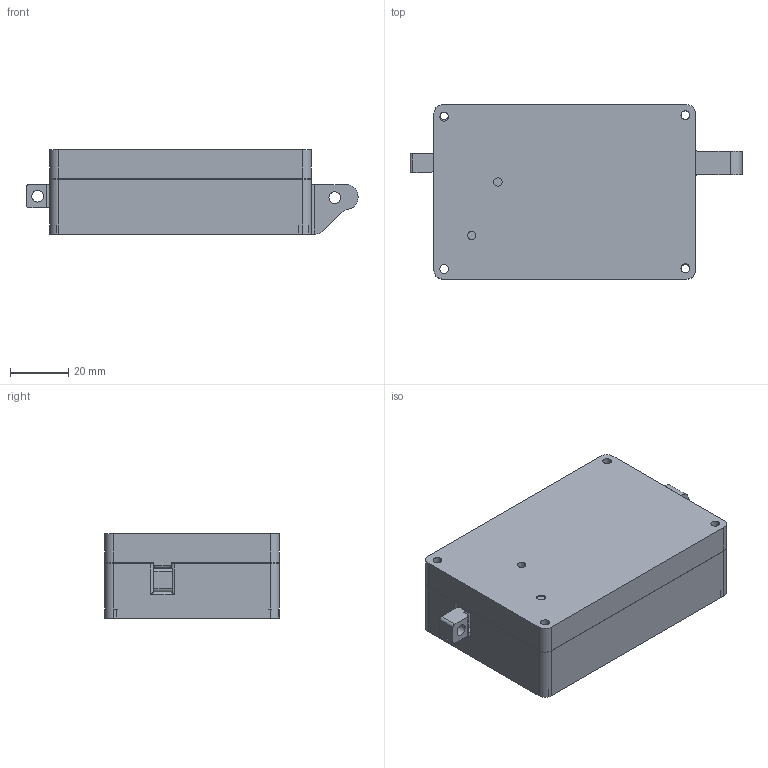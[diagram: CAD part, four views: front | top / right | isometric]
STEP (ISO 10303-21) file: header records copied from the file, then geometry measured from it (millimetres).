
FILE_DESCRIPTION (( 'STEP AP214' ), '1' );
FILE_NAME ('LinearServoV1.STEP', '2015-12-24T06:21:30', ( '' ), ( '' ), 'SwSTEP 2.0', 'SolidWorks 2016', '' );
FILE_SCHEMA (( 'AUTOMOTIVE_DESIGN' ));
Length unit declared in the file: millimetre
Products named in the file (12): Bolt; Zahnstange; ZahnstangenInlay; Zahnstangenkörper; Gleiter; BulliNeuSimple; LinearServoV1; Potentiometer; Deckel; GearGreenBigSimple; 5V Gear Motor; HousingBottom
Assembly tree (12 placements, depth 3):
  LinearServoV1
    HousingBottom
    5V Gear Motor
    BulliNeuSimple  x2
    Bolt
    GearGreenBigSimple
    Potentiometer
    Zahnstange
      Zahnstangenkörper
      ZahnstangenInlay
    Gleiter
    Deckel
Bounding box: 114.24 x 60 x 28.93 mm (x, y, z)
Volume: 104327.9 mm3; surface area: 63785.5 mm2
Topology: 11 solids, 11 shells, 771 faces, 2048 edges, 1345 vertices
Faces by surface type: plane 578, cylinder 181, torus 12
Entity records: 24079 total; most frequent: CARTESIAN_POINT 4248, ORIENTED_EDGE 4060, DIRECTION 3888, EDGE_CURVE 2030, VECTOR 1674, LINE 1674, VERTEX_POINT 1333, AXIS2_PLACEMENT_3D 1107
